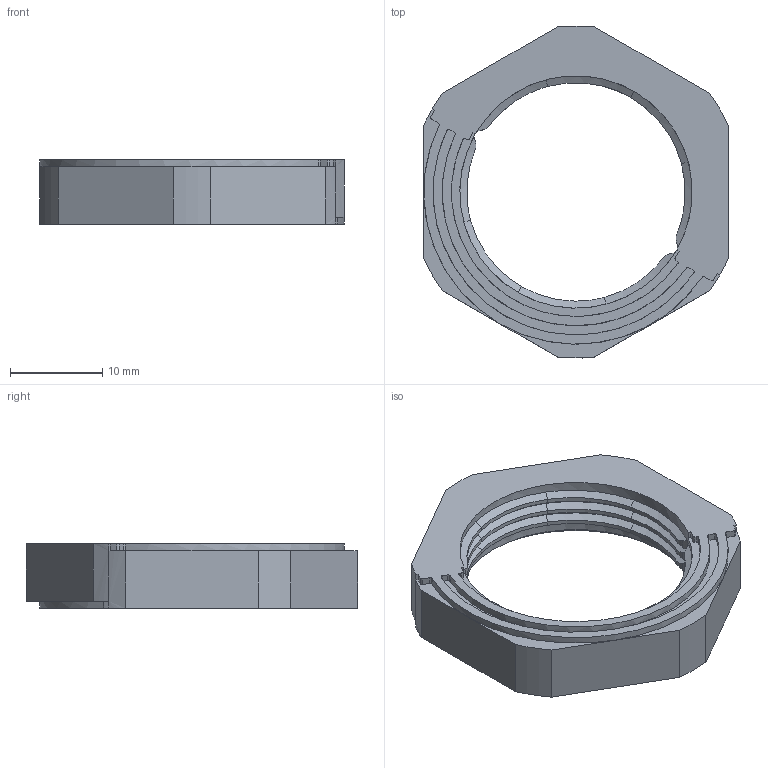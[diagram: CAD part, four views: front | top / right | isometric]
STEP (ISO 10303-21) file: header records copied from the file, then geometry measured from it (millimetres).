
FILE_DESCRIPTION(('CATIA V5R24 STEP','CAx-IF Rec.Pracs.--- Model Styling and Organization---1.2---2011-12-15'),'2;1');
FILE_NAME ('D1463362_0', '2018-07-19T09:51:03+00:00', ('Weidmueller Interface'), ('Weidmueller'), 'CATIA Version 5-6 Release 2014 SP4 HF52', 'CATIA V5 STEP AP214', 'none');
FILE_SCHEMA(('AUTOMOTIVE_DESIGN { 1 0 10303 214 1 1 1 1 }'));
Length unit declared in the file: millimetre
Products named in the file (1): 67210_MU_CABTITE_CGS_M25_BK
Bounding box: 33 x 35.97 x 7 mm (x, y, z)
Volume: 2999.9 mm3; surface area: 2521.1 mm2
Topology: 1 solids, 1 shells, 198 faces, 514 edges, 326 vertices
Faces by surface type: cylinder 74, bspline 72, plane 52
Entity records: 6447 total; most frequent: CARTESIAN_POINT 2501, ORIENTED_EDGE 1028, DIRECTION 515, EDGE_CURVE 514, VERTEX_POINT 326, AXIS2_PLACEMENT_3D 210, EDGE_LOOP 208, ADVANCED_FACE 198
